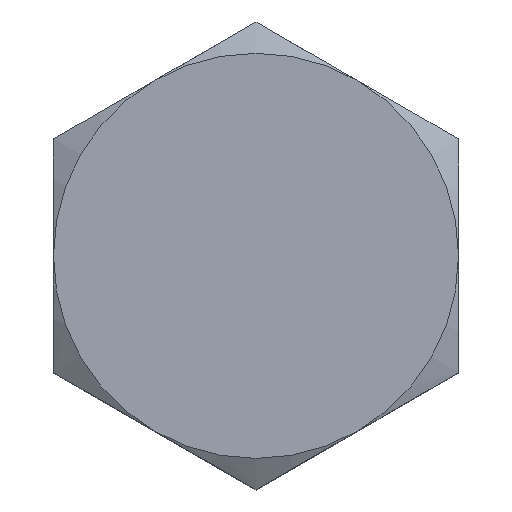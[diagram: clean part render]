
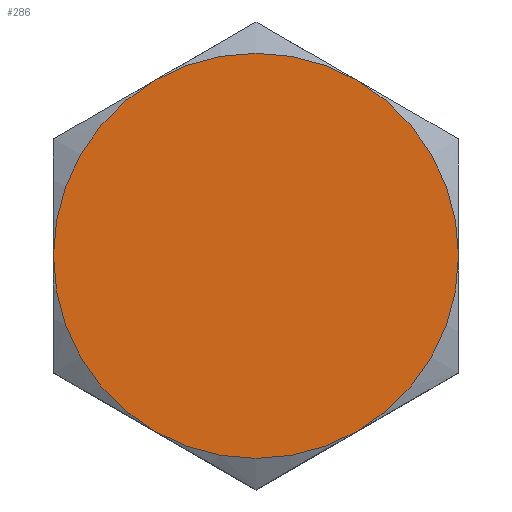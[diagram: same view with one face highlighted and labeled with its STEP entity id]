
A CAD part, top view. The second image highlights one B-rep face of the part: STEP entity #286.
In plain terms, the highlighted planar face has unit normal (0, 0, 1).
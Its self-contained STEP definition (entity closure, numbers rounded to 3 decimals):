
#47=PLANE('',#354);
#94=FACE_OUTER_BOUND('',#113,.T.);
#113=EDGE_LOOP('',(#262,#263,#264,#265,#266,#267));
#121=CIRCLE('',#337,10.5);
#122=CIRCLE('',#339,10.5);
#123=CIRCLE('',#341,10.5);
#124=CIRCLE('',#343,10.5);
#125=CIRCLE('',#345,10.5);
#126=CIRCLE('',#347,10.5);
#140=VERTEX_POINT('',#474);
#141=VERTEX_POINT('',#478);
#143=VERTEX_POINT('',#485);
#145=VERTEX_POINT('',#498);
#147=VERTEX_POINT('',#508);
#149=VERTEX_POINT('',#518);
#168=EDGE_CURVE('',#140,#141,#121,.T.);
#171=EDGE_CURVE('',#143,#140,#122,.T.);
#173=EDGE_CURVE('',#145,#143,#123,.T.);
#176=EDGE_CURVE('',#147,#145,#124,.T.);
#179=EDGE_CURVE('',#149,#147,#125,.T.);
#182=EDGE_CURVE('',#141,#149,#126,.T.);
#262=ORIENTED_EDGE('',*,*,#182,.T.);
#263=ORIENTED_EDGE('',*,*,#179,.T.);
#264=ORIENTED_EDGE('',*,*,#176,.T.);
#265=ORIENTED_EDGE('',*,*,#173,.T.);
#266=ORIENTED_EDGE('',*,*,#171,.T.);
#267=ORIENTED_EDGE('',*,*,#168,.T.);
#286=ADVANCED_FACE('',(#94),#47,.T.);
#337=AXIS2_PLACEMENT_3D('',#482,#394,#395);
#339=AXIS2_PLACEMENT_3D('',#492,#398,#399);
#341=AXIS2_PLACEMENT_3D('',#499,#402,#403);
#343=AXIS2_PLACEMENT_3D('',#509,#406,#407);
#345=AXIS2_PLACEMENT_3D('',#519,#410,#411);
#347=AXIS2_PLACEMENT_3D('',#528,#414,#415);
#354=AXIS2_PLACEMENT_3D('',#544,#434,#435);
#394=DIRECTION('center_axis',(0.,0.,1.));
#395=DIRECTION('ref_axis',(0.,1.,0.));
#398=DIRECTION('center_axis',(0.,0.,1.));
#399=DIRECTION('ref_axis',(0.,1.,0.));
#402=DIRECTION('center_axis',(0.,0.,1.));
#403=DIRECTION('ref_axis',(0.,1.,0.));
#406=DIRECTION('center_axis',(0.,0.,1.));
#407=DIRECTION('ref_axis',(0.,1.,0.));
#410=DIRECTION('center_axis',(0.,0.,1.));
#411=DIRECTION('ref_axis',(0.,1.,0.));
#414=DIRECTION('center_axis',(0.,0.,1.));
#415=DIRECTION('ref_axis',(0.,1.,0.));
#434=DIRECTION('center_axis',(0.,0.,1.));
#435=DIRECTION('ref_axis',(1.,0.,0.));
#474=CARTESIAN_POINT('',(5.25,9.093,8.8));
#478=CARTESIAN_POINT('',(-5.25,9.093,8.8));
#482=CARTESIAN_POINT('Origin',(0.,0.,8.8));
#485=CARTESIAN_POINT('',(10.5,0.,8.8));
#492=CARTESIAN_POINT('Origin',(0.,0.,8.8));
#498=CARTESIAN_POINT('',(5.25,-9.093,8.8));
#499=CARTESIAN_POINT('Origin',(0.,0.,8.8));
#508=CARTESIAN_POINT('',(-5.25,-9.093,8.8));
#509=CARTESIAN_POINT('Origin',(0.,0.,8.8));
#518=CARTESIAN_POINT('',(-10.5,0.,8.8));
#519=CARTESIAN_POINT('Origin',(0.,0.,8.8));
#528=CARTESIAN_POINT('Origin',(0.,0.,8.8));
#544=CARTESIAN_POINT('Origin',(0.,0.,
8.8));
